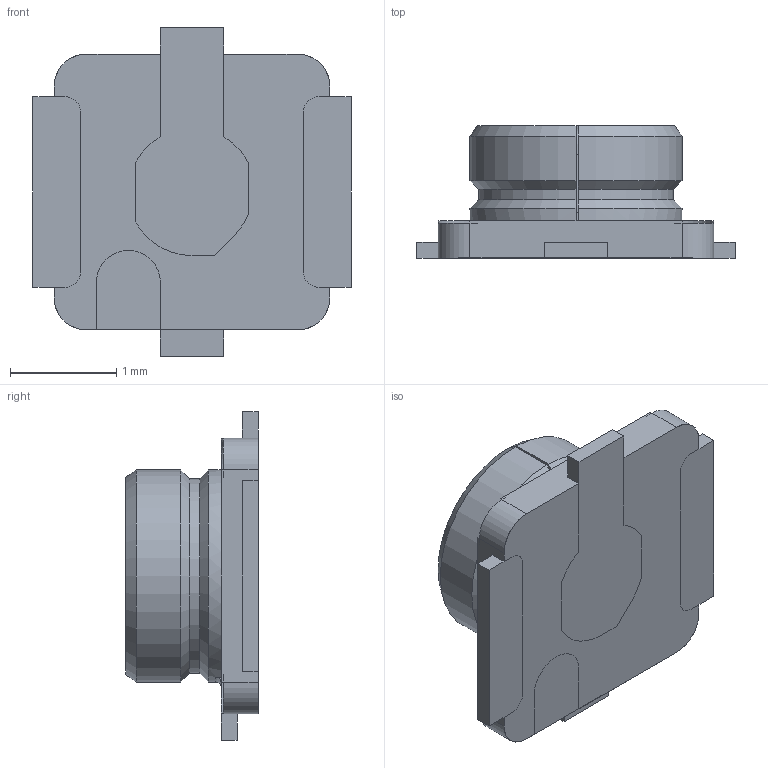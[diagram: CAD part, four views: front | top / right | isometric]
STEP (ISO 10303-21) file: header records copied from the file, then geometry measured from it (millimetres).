
FILE_DESCRIPTION(('HOOPS Exchange Step'),'2;1');
FILE_NAME('temp_export','2023-07-12T12:28:26+08:00',('nicholas'),('Shapr3D Limited'),'HOOPS Exchange 2022.2','Shapr3D','Authorized');
FILE_SCHEMA( ('AUTOMOTIVE_DESIGN { 1 0 10303 214 1 1 1 1 }') );
Length unit declared in the file: millimetre
Products named in the file (2): 20279-001E-03.step; root
Assembly tree (1 placements, depth 2):
  root
    20279-001E-03.step
Bounding box: 3 x 1.25 x 3.1 mm (x, y, z)
Volume: 3.4 mm3; surface area: 34.9 mm2
Topology: 1 solids, 2 shells, 68 faces, 218 edges, 153 vertices
Faces by surface type: plane 38, cylinder 22, cone 5, torus 2, sphere 1
Full cylindrical faces by diameter (mm): 0.5 x1
Entity records: 2587 total; most frequent: CARTESIAN_POINT 592, DIRECTION 398, ORIENTED_EDGE 397, EDGE_CURVE 216, VERTEX_POINT 153, VECTOR 144, LINE 144, AXIS2_PLACEMENT_3D 127
